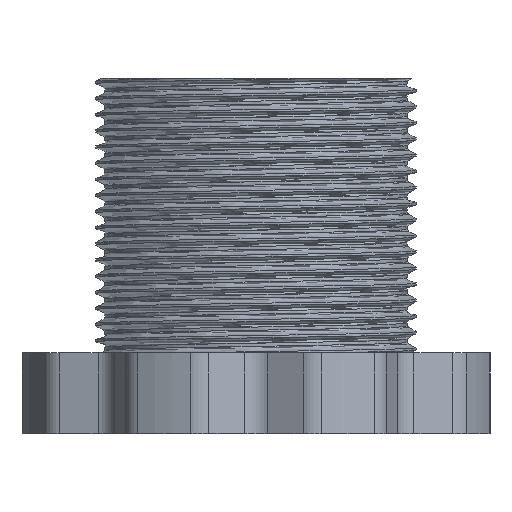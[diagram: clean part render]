
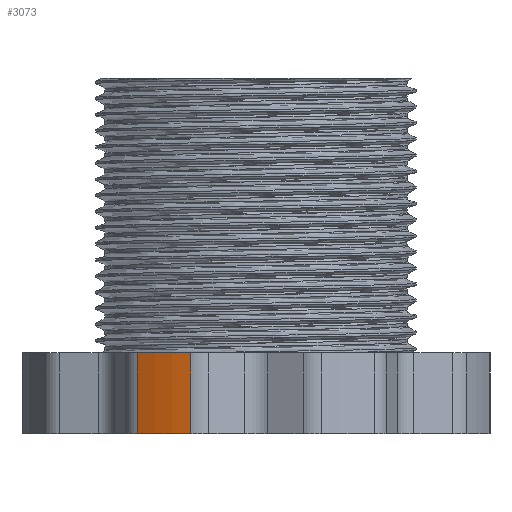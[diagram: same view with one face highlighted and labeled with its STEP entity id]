
A CAD part, front view. The second image highlights one B-rep face of the part: STEP entity #3073.
In plain terms, the highlighted cylindrical face has radius 15 mm (diameter 30 mm), a partial arc.
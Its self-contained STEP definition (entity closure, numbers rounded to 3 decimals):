
#155=FACE_OUTER_BOUND('',#329,.T.);
#329=EDGE_LOOP('',(#2299,#2300,#2301,#2302));
#450=CIRCLE('',#3272,15.);
#451=CIRCLE('',#3273,15.);
#812=LINE('',#11209,#984);
#814=LINE('',#11217,#986);
#984=VECTOR('',#3640,10.);
#986=VECTOR('',#3648,10.);
#1234=VERTEX_POINT('',#11206);
#1235=VERTEX_POINT('',#11208);
#1237=VERTEX_POINT('',#11214);
#1238=VERTEX_POINT('',#11216);
#1621=EDGE_CURVE('',#1234,#1235,#812,.T.);
#1624=EDGE_CURVE('',#1234,#1237,#450,.T.);
#1625=EDGE_CURVE('',#1238,#1237,#814,.T.);
#1626=EDGE_CURVE('',#1235,#1238,#451,.T.);
#2299=ORIENTED_EDGE('',*,*,#1621,.F.);
#2300=ORIENTED_EDGE('',*,*,#1624,.T.);
#2301=ORIENTED_EDGE('',*,*,#1625,.F.);
#2302=ORIENTED_EDGE('',*,*,#1626,.F.);
#2955=CYLINDRICAL_SURFACE('',#3271,15.);
#3073=ADVANCED_FACE('',(#155),#2955,.T.);
#3271=AXIS2_PLACEMENT_3D('',#11213,#3644,#3645);
#3272=AXIS2_PLACEMENT_3D('',#11215,#3646,#3647);
#3273=AXIS2_PLACEMENT_3D('',#11218,#3649,#3650);
#3640=DIRECTION('',(0.,0.,1.));
#3644=DIRECTION('center_axis',(0.,0.,1.));
#3645=DIRECTION('ref_axis',(-1.,0.,0.));
#3646=DIRECTION('center_axis',(0.,0.,1.));
#3647=DIRECTION('ref_axis',(-1.,0.,0.));
#3648=DIRECTION('',(0.,0.,-1.));
#3649=DIRECTION('center_axis',(0.,0.,1.));
#3650=DIRECTION('ref_axis',(-1.,0.,0.));
#11206=CARTESIAN_POINT('',(-7.355,-53.073,-1.5));
#11208=CARTESIAN_POINT('',(-7.355,-53.073,3.5));
#11209=CARTESIAN_POINT('',(-7.355,-53.073,-1.5));
#11213=CARTESIAN_POINT('Origin',(0.,-40.,-1.5));
#11214=CARTESIAN_POINT('',(-4.043,-54.445,-1.5));
#11215=CARTESIAN_POINT('Origin',(0.,-40.,-1.5));
#11216=CARTESIAN_POINT('',(-4.043,-54.445,3.5));
#11217=CARTESIAN_POINT('',(-4.043,-54.445,-1.5));
#11218=CARTESIAN_POINT('Origin',(0.,-40.,3.5));
